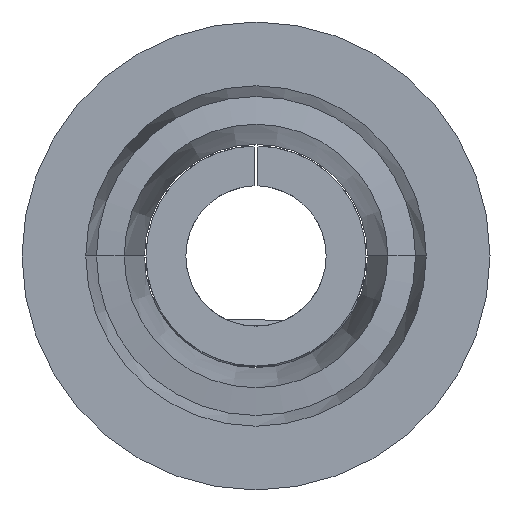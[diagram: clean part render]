
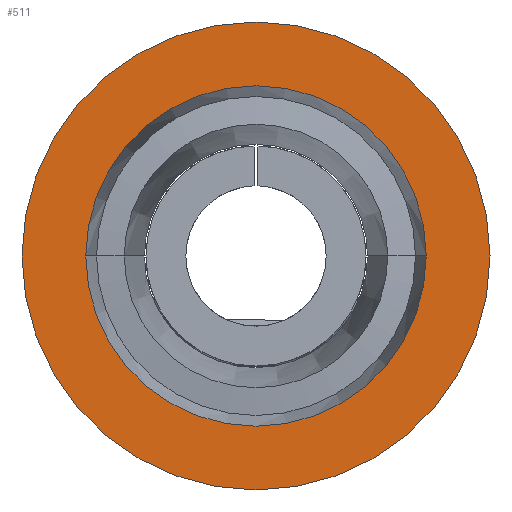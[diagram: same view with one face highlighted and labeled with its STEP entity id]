
A CAD part, front view. The second image highlights one B-rep face of the part: STEP entity #511.
In plain terms, the highlighted planar face has unit normal (0, -1, 0).
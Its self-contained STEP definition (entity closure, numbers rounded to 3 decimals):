
#173 = EDGE_CURVE ( 'NONE', #1126, #1146, #727, .T. ) ;
#215 = EDGE_CURVE ( 'NONE', #1146, #1126, #1808, .T. ) ;
#217 = ORIENTED_EDGE ( 'NONE', *, *, #215, .T. ) ;
#242 = CARTESIAN_POINT ( 'NONE',  ( -2.135, -15.6, 1.13 ) ) ;
#362 = EDGE_CURVE ( 'NONE', #604, #764, #519, .T. ) ;
#403 = FACE_BOUND ( 'NONE', #1726, .T. ) ;
#503 = AXIS2_PLACEMENT_3D ( 'NONE', #1261, #1410, #1388 ) ;
#511 = ADVANCED_FACE ( 'NONE', ( #403, #687 ), #1996, .T. ) ;
#517 = DIRECTION ( 'NONE',  ( -1., 0., 0. ) ) ;
#519 = CIRCLE ( 'NONE', #1087, 2.935 ) ;
#550 = DIRECTION ( 'NONE',  ( 0., 1., 0. ) ) ;
#604 = VERTEX_POINT ( 'NONE', #1287 ) ;
#677 = AXIS2_PLACEMENT_3D ( 'NONE', #946, #1558, #1125 ) ;
#687 = FACE_OUTER_BOUND ( 'NONE', #1284, .T. ) ;
#727 = CIRCLE ( 'NONE', #677, 2.135 ) ;
#747 = DIRECTION ( 'NONE',  ( 0., 1., 0. ) ) ;
#764 = VERTEX_POINT ( 'NONE', #1039 ) ;
#767 = DIRECTION ( 'NONE',  ( 1., 0., 0. ) ) ;
#946 = CARTESIAN_POINT ( 'NONE',  ( 0., -15.6, 1.13 ) ) ;
#947 = EDGE_CURVE ( 'NONE', #764, #604, #1493, .T. ) ;
#1025 = CARTESIAN_POINT ( 'NONE',  ( 0., -15.6, 1.13 ) ) ;
#1039 = CARTESIAN_POINT ( 'NONE',  ( 2.935, -15.6, 1.13 ) ) ;
#1041 = CARTESIAN_POINT ( 'NONE',  ( 0., -15.6, 1.13 ) ) ;
#1058 = ORIENTED_EDGE ( 'NONE', *, *, #173, .T. ) ;
#1087 = AXIS2_PLACEMENT_3D ( 'NONE', #1041, #747, #1186 ) ;
#1125 = DIRECTION ( 'NONE',  ( -1., 0., 0. ) ) ;
#1126 = VERTEX_POINT ( 'NONE', #242 ) ;
#1146 = VERTEX_POINT ( 'NONE', #1465 ) ;
#1186 = DIRECTION ( 'NONE',  ( -1., 0., 0. ) ) ;
#1246 = AXIS2_PLACEMENT_3D ( 'NONE', #1025, #550, #517 ) ;
#1261 = CARTESIAN_POINT ( 'NONE',  ( 0., -15.6, 1.13 ) ) ;
#1271 = AXIS2_PLACEMENT_3D ( 'NONE', #1384, #1394, #767 ) ;
#1284 = EDGE_LOOP ( 'NONE', ( #1688, #1974 ) ) ;
#1287 = CARTESIAN_POINT ( 'NONE',  ( -2.935, -15.6, 1.13 ) ) ;
#1384 = CARTESIAN_POINT ( 'NONE',  ( -2.935, -15.6, 1.13 ) ) ;
#1388 = DIRECTION ( 'NONE',  ( -1., 0., 0. ) ) ;
#1394 = DIRECTION ( 'NONE',  ( 0., -1., 0. ) ) ;
#1410 = DIRECTION ( 'NONE',  ( 0., 1., 0. ) ) ;
#1465 = CARTESIAN_POINT ( 'NONE',  ( 2.135, -15.6, 1.13 ) ) ;
#1493 = CIRCLE ( 'NONE', #503, 2.935 ) ;
#1558 = DIRECTION ( 'NONE',  ( 0., 1., 0. ) ) ;
#1688 = ORIENTED_EDGE ( 'NONE', *, *, #362, .F. ) ;
#1726 = EDGE_LOOP ( 'NONE', ( #1058, #217 ) ) ;
#1808 = CIRCLE ( 'NONE', #1246, 2.135 ) ;
#1974 = ORIENTED_EDGE ( 'NONE', *, *, #947, .F. ) ;
#1996 = PLANE ( 'NONE',  #1271 ) ;
